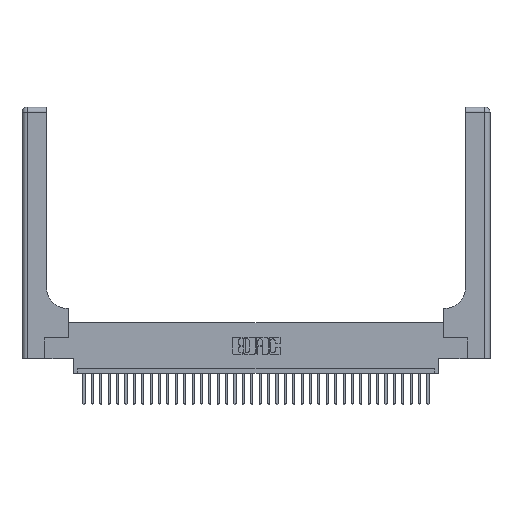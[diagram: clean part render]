
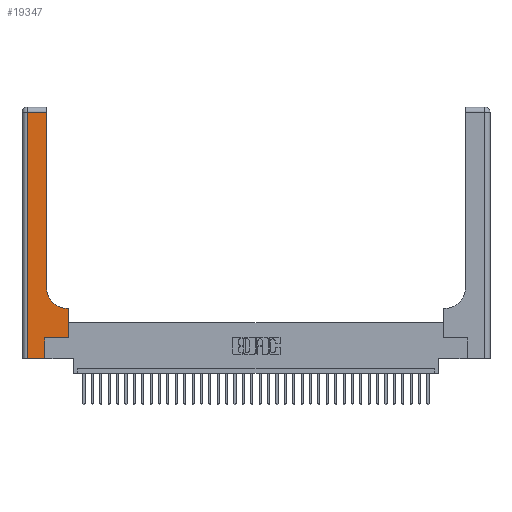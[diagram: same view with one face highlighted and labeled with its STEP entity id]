
A CAD part, top view. The second image highlights one B-rep face of the part: STEP entity #19347.
In plain terms, the highlighted planar face has unit normal (0, 0, 1).
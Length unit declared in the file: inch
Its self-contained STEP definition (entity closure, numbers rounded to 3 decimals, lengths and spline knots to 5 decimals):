
#1391 = ORIENTED_EDGE ( 'NONE', *, *, #24657, .T. ) ;
#2404 = DIRECTION ( 'NONE',  ( -1., 0., 0. ) ) ;
#4099 = VECTOR ( 'NONE', #26073, 39.37008 ) ;
#4314 = CARTESIAN_POINT ( 'NONE',  ( 0.269, 0.25, 0.37 ) ) ;
#4323 = DIRECTION ( 'NONE',  ( 0., 0., -1. ) ) ;
#4497 = VERTEX_POINT ( 'NONE', #23112 ) ;
#4507 = VERTEX_POINT ( 'NONE', #34645 ) ;
#4528 = VECTOR ( 'NONE', #25993, 39.37008 ) ;
#4725 = AXIS2_PLACEMENT_3D ( 'NONE', #5361, #14179, #19322 ) ;
#5361 = CARTESIAN_POINT ( 'NONE',  ( 0., 3., 0.37 ) ) ;
#5753 = ORIENTED_EDGE ( 'NONE', *, *, #21815, .T. ) ;
#5961 = EDGE_CURVE ( 'NONE', #7416, #16755, #13136, .T. ) ;
#6103 = EDGE_LOOP ( 'NONE', ( #14892, #25764, #17483, #26342, #34660, #5753, #34920, #1391, #22374 ) ) ;
#6592 = CARTESIAN_POINT ( 'NONE',  ( 0.06, 3., 0.37 ) ) ;
#7416 = VERTEX_POINT ( 'NONE', #36033 ) ;
#7595 = VERTEX_POINT ( 'NONE', #12576 ) ;
#7684 = CARTESIAN_POINT ( 'NONE',  ( 0.269, 0., 0.37 ) ) ;
#7915 = VERTEX_POINT ( 'NONE', #9517 ) ;
#8827 = EDGE_CURVE ( 'NONE', #22996, #7915, #23254, .T. ) ;
#9378 = CARTESIAN_POINT ( 'NONE',  ( 0.269, 0.25, 0.37 ) ) ;
#9517 = CARTESIAN_POINT ( 'NONE',  ( 0.06, 0., 0.37 ) ) ;
#9778 = LINE ( 'NONE', #19820, #26778 ) ;
#11578 = LINE ( 'NONE', #27966, #12925 ) ;
#11885 = VERTEX_POINT ( 'NONE', #7684 ) ;
#12502 = EDGE_CURVE ( 'NONE', #4507, #22996, #9778, .T. ) ;
#12576 = CARTESIAN_POINT ( 'NONE',  ( 0.5585, 0.6, 0.37 ) ) ;
#12925 = VECTOR ( 'NONE', #16212, 39.37008 ) ;
#12965 = VECTOR ( 'NONE', #23764, 39.37008 ) ;
#13136 = CIRCLE ( 'NONE', #19004, 0.25 ) ;
#14088 = EDGE_CURVE ( 'NONE', #11885, #14257, #27962, .T. ) ;
#14179 = DIRECTION ( 'NONE',  ( 0., 0., -1. ) ) ;
#14257 = VERTEX_POINT ( 'NONE', #9378 ) ;
#14365 = CARTESIAN_POINT ( 'NONE',  ( 0.06, 2.94, 0.37 ) ) ;
#14892 = ORIENTED_EDGE ( 'NONE', *, *, #22676, .T. ) ;
#15657 = CARTESIAN_POINT ( 'NONE',  ( 0.269, 0., 0.37 ) ) ;
#16204 = DIRECTION ( 'NONE',  ( 0., 1., 0. ) ) ;
#16212 = DIRECTION ( 'NONE',  ( -1., 0., 0. ) ) ;
#16755 = VERTEX_POINT ( 'NONE', #23866 ) ;
#17385 = VECTOR ( 'NONE', #28238, 39.37008 ) ;
#17483 = ORIENTED_EDGE ( 'NONE', *, *, #8827, .T. ) ;
#18832 = LINE ( 'NONE', #24230, #22429 ) ;
#19004 = AXIS2_PLACEMENT_3D ( 'NONE', #24006, #4323, #27155 ) ;
#19322 = DIRECTION ( 'NONE',  ( -1., 0., 0. ) ) ;
#19347 = ADVANCED_FACE ( 'NONE', ( #35930 ), #31310, .F. ) ;
#19820 = CARTESIAN_POINT ( 'NONE',  ( 0., 2.94, 0.37 ) ) ;
#20209 = CARTESIAN_POINT ( 'NONE',  ( 0.5585, 0.25, 0.37 ) ) ;
#21815 = EDGE_CURVE ( 'NONE', #14257, #4497, #27244, .T. ) ;
#22374 = ORIENTED_EDGE ( 'NONE', *, *, #5961, .T. ) ;
#22429 = VECTOR ( 'NONE', #32741, 39.37008 ) ;
#22676 = EDGE_CURVE ( 'NONE', #16755, #4507, #18832, .T. ) ;
#22996 = VERTEX_POINT ( 'NONE', #14365 ) ;
#23112 = CARTESIAN_POINT ( 'NONE',  ( 0.5585, 0.25, 0.37 ) ) ;
#23254 = LINE ( 'NONE', #6592, #12965 ) ;
#23764 = DIRECTION ( 'NONE',  ( 0., -1., 0. ) ) ;
#23866 = CARTESIAN_POINT ( 'NONE',  ( 0.2915, 0.85, 0.37 ) ) ;
#23998 = EDGE_CURVE ( 'NONE', #4497, #7595, #29954, .T. ) ;
#24006 = CARTESIAN_POINT ( 'NONE',  ( 0.5415, 0.85, 0.37 ) ) ;
#24230 = CARTESIAN_POINT ( 'NONE',  ( 0.2915, 3., 0.37 ) ) ;
#24255 = EDGE_CURVE ( 'NONE', #7915, #11885, #27284, .T. ) ;
#24657 = EDGE_CURVE ( 'NONE', #7595, #7416, #11578, .T. ) ;
#25764 = ORIENTED_EDGE ( 'NONE', *, *, #12502, .T. ) ;
#25993 = DIRECTION ( 'NONE',  ( 1., 0., 0. ) ) ;
#26073 = DIRECTION ( 'NONE',  ( 0., 1., 0. ) ) ;
#26342 = ORIENTED_EDGE ( 'NONE', *, *, #24255, .T. ) ;
#26778 = VECTOR ( 'NONE', #2404, 39.37008 ) ;
#27155 = DIRECTION ( 'NONE',  ( 1., 0., 0. ) ) ;
#27244 = LINE ( 'NONE', #4314, #17385 ) ;
#27284 = LINE ( 'NONE', #31251, #4528 ) ;
#27962 = LINE ( 'NONE', #15657, #30640 ) ;
#27966 = CARTESIAN_POINT ( 'NONE',  ( 0.2915, 0.6, 0.37 ) ) ;
#28238 = DIRECTION ( 'NONE',  ( 1., 0., 0. ) ) ;
#29954 = LINE ( 'NONE', #20209, #4099 ) ;
#30640 = VECTOR ( 'NONE', #16204, 39.37008 ) ;
#31251 = CARTESIAN_POINT ( 'NONE',  ( 0., 0., 0.37 ) ) ;
#31310 = PLANE ( 'NONE',  #4725 ) ;
#32741 = DIRECTION ( 'NONE',  ( 0., 1., 0. ) ) ;
#34645 = CARTESIAN_POINT ( 'NONE',  ( 0.2915, 2.94, 0.37 ) ) ;
#34660 = ORIENTED_EDGE ( 'NONE', *, *, #14088, .T. ) ;
#34920 = ORIENTED_EDGE ( 'NONE', *, *, #23998, .T. ) ;
#35930 = FACE_OUTER_BOUND ( 'NONE', #6103, .T. ) ;
#36033 = CARTESIAN_POINT ( 'NONE',  ( 0.5415, 0.6, 0.37 ) ) ;
